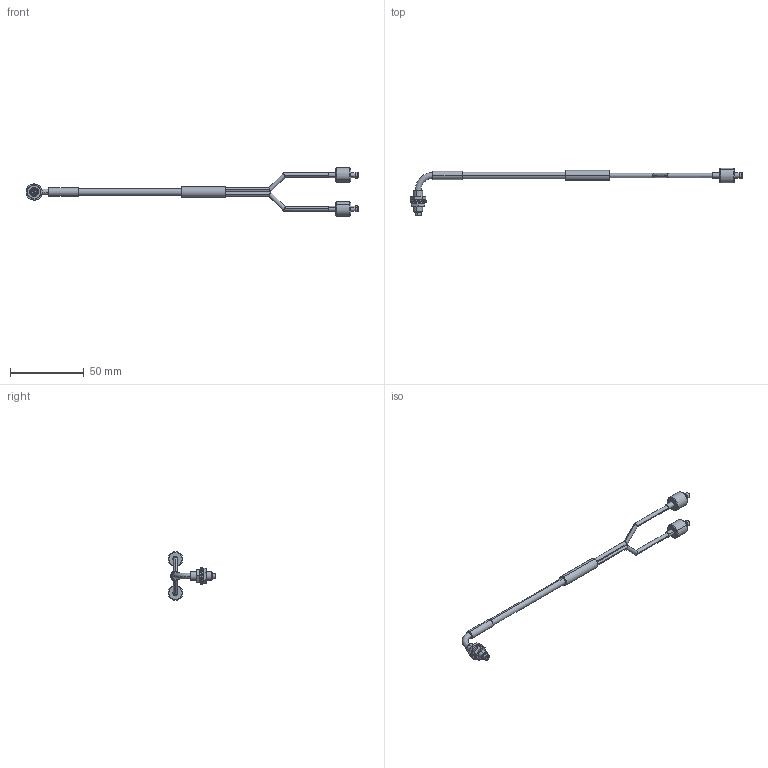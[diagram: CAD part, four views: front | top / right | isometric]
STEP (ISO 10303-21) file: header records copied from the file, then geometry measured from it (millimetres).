
FILE_DESCRIPTION (( 'STEP AP214' ), '1' );
FILE_NAME ('GPF-VD07-250-1.0L.STEP', '2017-11-17T07:18:47', ( 'TWLEE' ), ( '' ), 'SwSTEP 2.0', 'SolidWorks 2015', '' );
FILE_SCHEMA (( 'AUTOMOTIVE_DESIGN' ));
Length unit declared in the file: millimetre
Products named in the file (8): M6_WASHER; M6_NUT; GPF-VD07-250-1.0L_LENS; GPF-VD07-250-1.0L_FIBER; GPF-VD07-250-1.0L_GLASS FIBER1; GPF-VD07-250-1.0L_HEAD; GPF-VD07-250-1.0L_HEAD2; GPF-VD07-250-1.0L
Assembly tree (12 placements, depth 2):
  GPF-VD07-250-1.0L
    GPF-VD07-250-1.0L_HEAD2
    GPF-VD07-250-1.0L_HEAD  x2
    GPF-VD07-250-1.0L_GLASS FIBER1
    GPF-VD07-250-1.0L_FIBER  x2
    GPF-VD07-250-1.0L_LENS  x2
    M6_NUT  x2
    M6_WASHER  x2
Bounding box: 225.5 x 32.48 x 32.96 mm (x, y, z)
Volume: 6411.2 mm3; surface area: 5895.8 mm2
Topology: 12 solids, 12 shells, 140 faces, 288 edges, 186 vertices
Faces by surface type: cylinder 62, plane 50, cone 26, torus 2
Entity records: 2730 total; most frequent: CARTESIAN_POINT 523, DIRECTION 442, ORIENTED_EDGE 348, AXIS2_PLACEMENT_3D 191, EDGE_CURVE 174, VERTEX_POINT 112, EDGE_LOOP 100, CIRCLE 90
